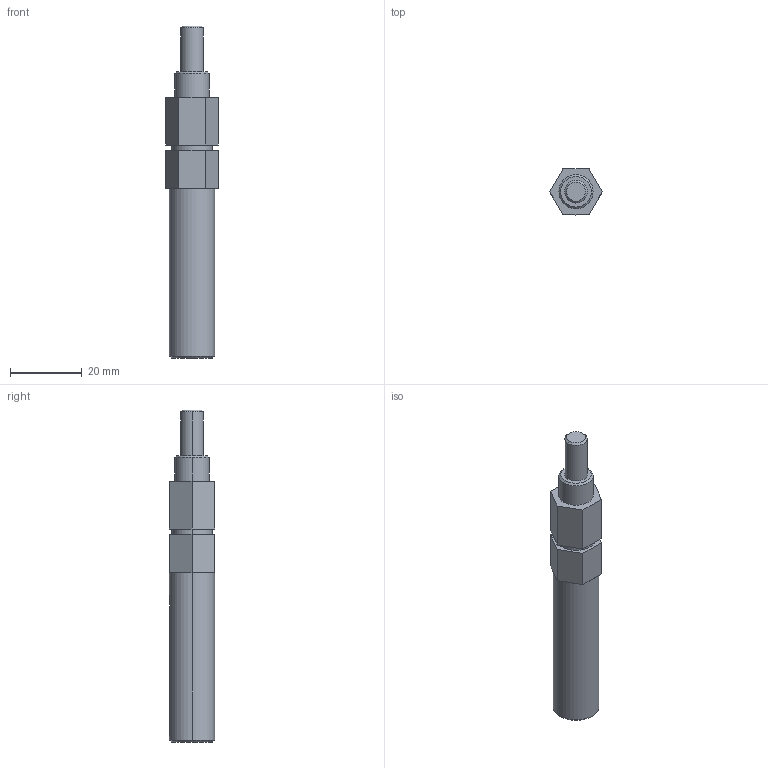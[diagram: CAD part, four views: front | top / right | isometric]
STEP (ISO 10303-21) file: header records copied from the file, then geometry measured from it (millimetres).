
FILE_DESCRIPTION (( 'STEP AP214' ), '1' );
FILE_NAME ('am-0153 Toughbox Output Shaft.STEP', '2014-08-20T20:37:46', ( '' ), ( '' ), 'SwSTEP 2.0', 'SolidWorks 2014', '' );
FILE_SCHEMA (( 'AUTOMOTIVE_DESIGN' ));
Length unit declared in the file: inch
Products named in the file (1): am-0153 Toughbox Output Shaft
Bounding box: 14.65 x 12.69 x 92.33 mm (x, y, z)
Volume: 9850.3 mm3; surface area: 4107.2 mm2
Topology: 1 solids, 1 shells, 43 faces, 97 edges, 61 vertices
Faces by surface type: plane 22, cylinder 13, cone 8
Entity records: 1267 total; most frequent: CARTESIAN_POINT 251, DIRECTION 209, ORIENTED_EDGE 190, EDGE_CURVE 95, AXIS2_PLACEMENT_3D 73, LINE 63, VECTOR 63, VERTEX_POINT 61
